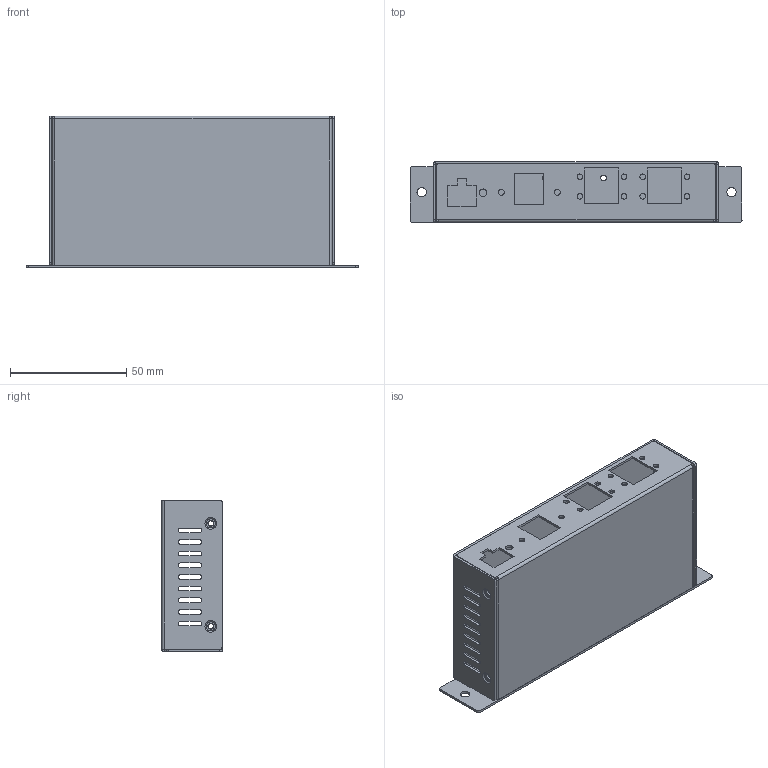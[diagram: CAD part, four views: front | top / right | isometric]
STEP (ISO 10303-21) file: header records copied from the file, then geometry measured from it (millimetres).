
FILE_DESCRIPTION(/* description */ (''),/* implementation_level */ '2;1');
FILE_NAME(/* name */ 'Assembly805.stp',/* time_stamp */ '2019-07-12T10:42:26-07:00',/* author */ ('CAD PC'),/* organization */ (''),/* preprocessor_version */ 'ST-DEVELOPER v18',/* originating_system */ 'Autodesk Inventor 2020',/* authorisation */ '');
FILE_SCHEMA (('AUTOMOTIVE_DESIGN { 1 0 10303 214 3 1 1 }'));
Length unit declared in the file: millimetre
Products named in the file (3): Assembly805; Base-4U3MLR2; 4U3ML TOP
Assembly tree (2 placements, depth 2):
  Assembly805
    Base-4U3MLR2
    4U3ML TOP
Bounding box: 142.5 x 26 x 65 mm (x, y, z)
Volume: 24868.8 mm3; surface area: 51587.3 mm2
Topology: 2 solids, 2 shells, 330 faces, 994 edges, 738 vertices
Faces by surface type: plane 172, cylinder 90, bspline 62, cone 6
Full cylindrical faces by diameter (mm): 2.4 x8, 2.459 x8, 2.5 x2, 3.25 x1, 3.85 x4, 4 x2
Entity records: 13405 total; most frequent: CARTESIAN_POINT 4582, ORIENTED_EDGE 1848, DIRECTION 1623, EDGE_CURVE 924, VERTEX_POINT 611, LINE 575, VECTOR 575, AXIS2_PLACEMENT_3D 524
